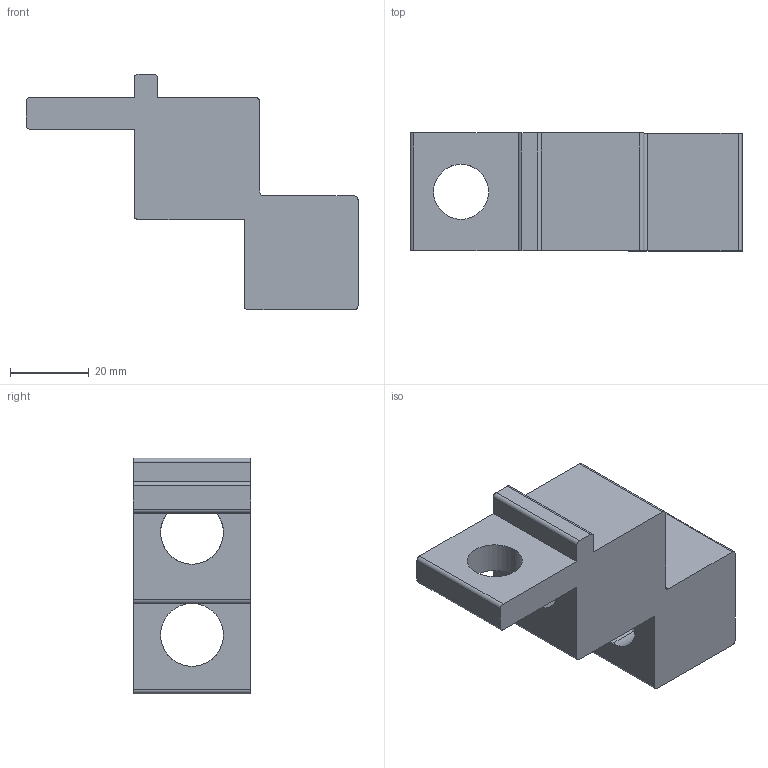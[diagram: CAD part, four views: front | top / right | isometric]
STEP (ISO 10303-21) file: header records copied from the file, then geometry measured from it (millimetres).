
FILE_DESCRIPTION (( 'STEP AP203' ), '1' );
FILE_NAME ('HMX2-LUG-CR.step', '2022-11-01T18:16:07', ( '' ), ( '' ), 'SwSTEP 2.0', 'SolidWorks 2021', '' );
FILE_SCHEMA (( 'CONFIG_CONTROL_DESIGN' ));
Length unit declared in the file: inch
Products named in the file (1): HMX2-LUG-CR
Bounding box: 84.5 x 30 x 60 mm (x, y, z)
Volume: 45520.7 mm3; surface area: 15277 mm2
Topology: 1 solids, 1 shells, 37 faces, 109 edges, 70 vertices
Faces by surface type: cylinder 20, plane 17
Entity records: 1780 total; most frequent: CARTESIAN_POINT 669, DIRECTION 219, ORIENTED_EDGE 218, EDGE_CURVE 109, AXIS2_PLACEMENT_3D 76, VERTEX_POINT 70, LINE 67, VECTOR 67
